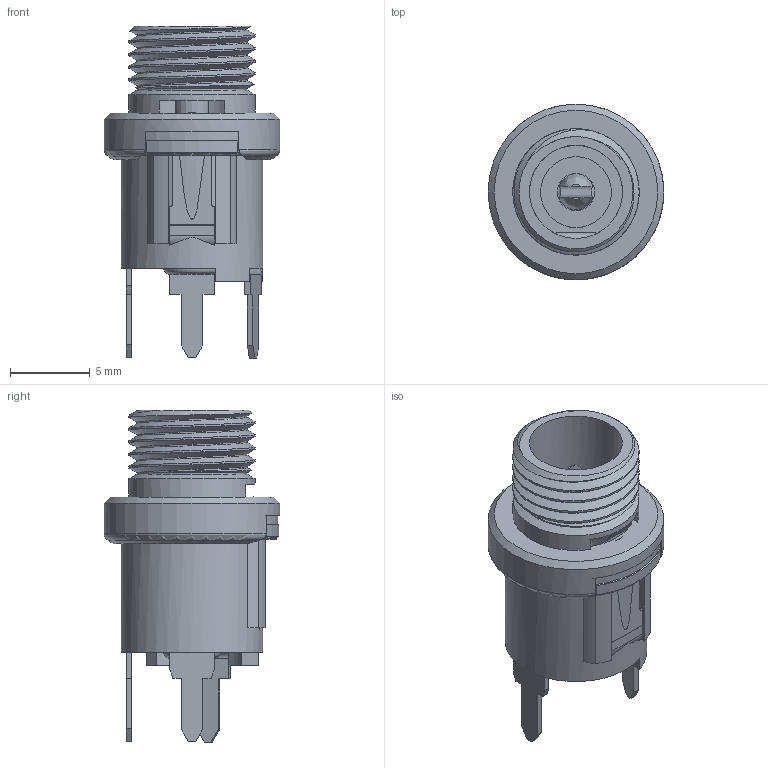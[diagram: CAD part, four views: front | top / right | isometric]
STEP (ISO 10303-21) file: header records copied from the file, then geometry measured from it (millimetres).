
FILE_DESCRIPTION(/* description */ (''),/* implementation_level */ '2;1');
FILE_NAME(/* name */ 'PC722A.stp',/* time_stamp */ '2014-10-28T17:14:48+00:00',/* author */ ('Patrick Camilleri'),/* organization */ (''),/* preprocessor_version */ 'ST-DEVELOPER v15.6',/* originating_system */ 'Autodesk Inventor 2015',/* authorisation */ '');
FILE_SCHEMA (('AUTOMOTIVE_DESIGN { 1 0 10303 214 3 1 1 }'));
Length unit declared in the file: inch
Products named in the file (1): PC722A
Bounding box: 11.02 x 11.02 x 20.83 mm (x, y, z)
Volume: 661.3 mm3; surface area: 1078.6 mm2
Topology: 1 solids, 1 shells, 175 faces, 481 edges, 317 vertices
Faces by surface type: plane 104, cylinder 51, cone 13, bspline 4, torus 3
Full cylindrical faces by diameter (mm): 4.445 x1, 5.842 x1, 6.934 x5, 7.925 x1, 8.89 x1, 11.024 x1
Entity records: 6670 total; most frequent: CARTESIAN_POINT 2309, DIRECTION 915, ORIENTED_EDGE 902, EDGE_CURVE 451, AXIS2_PLACEMENT_3D 330, VERTEX_POINT 302, LINE 255, VECTOR 255
